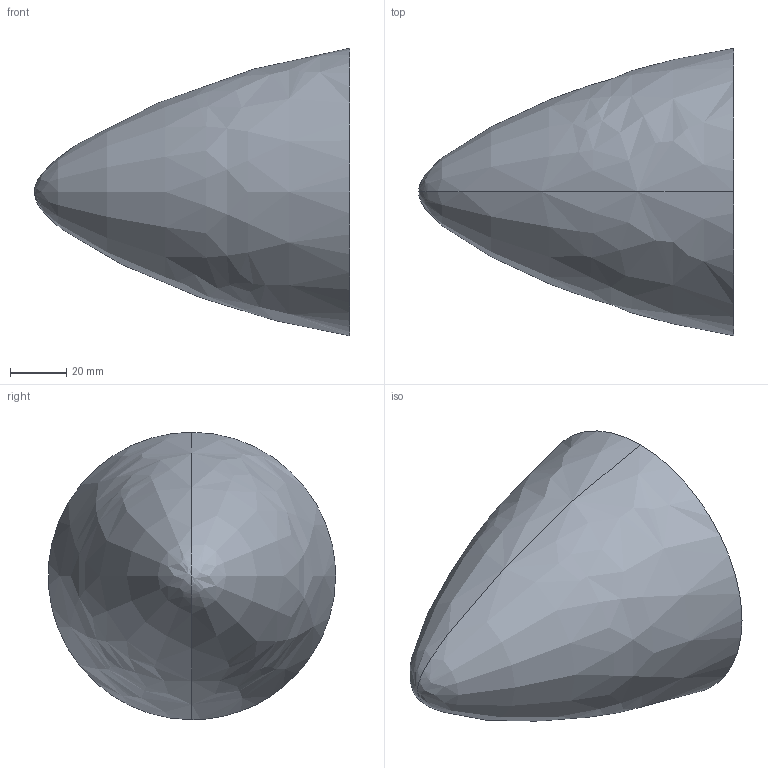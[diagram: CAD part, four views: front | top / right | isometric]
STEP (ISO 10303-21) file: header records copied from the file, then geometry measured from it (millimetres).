
FILE_DESCRIPTION(('CATIA V5 STEP Exchange','CAx-IF Rec.Pracs.--- Model Styling and Organization---1.5--- 2016-08-15','CAx-IF Rec.Pracs.---Supplemental Geometry---1.0---2011-11-01','CAx-IF Rec.Pracs.--- Composite Materials ---3.4---2017-06-13','CAx-IF Rec.Pracs.---External References---2.1---2005-01-19','CAx-IF Rec.Pracs.---Tessellated 3D Geometry---1.0---2015-12-17'),'2;1');
FILE_NAME('E7_Spinner_Aeronaut_102mm.stp','2023-04-16T21:32:16+00:00',(''),('none'),'CATIA Version 5-6 Release 2020 SP6','CATIA V5 STEP AP242 v2','none');
FILE_SCHEMA(('AP242_MANAGED_MODEL_BASED_3D_ENGINEERING_MIM_LF {1 0 10303 442 1 1 4}'));
Length unit declared in the file: millimetre
Products named in the file (1): E7_Spinner_Aeronaut_102mm
Bounding box: 111.78 x 101.89 x 102 mm (x, y, z)
Volume: 63541 mm3; surface area: 63780.4 mm2
Topology: 1 solids, 1 shells, 16 faces, 54 edges, 38 vertices
Faces by surface type: cylinder 10, bspline 6
Entity records: 1482 total; most frequent: CARTESIAN_POINT 1094, ORIENTED_EDGE 100, EDGE_CURVE 50, VERTEX_POINT 38, B_SPLINE_CURVE_WITH_KNOTS 36, EDGE_LOOP 26, DIRECTION 24, ADVANCED_FACE 16
